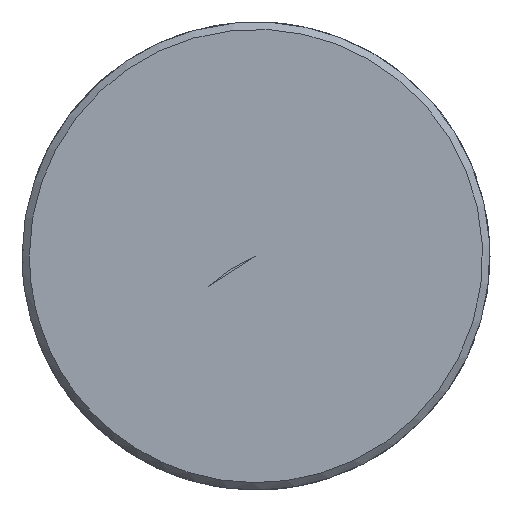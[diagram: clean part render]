
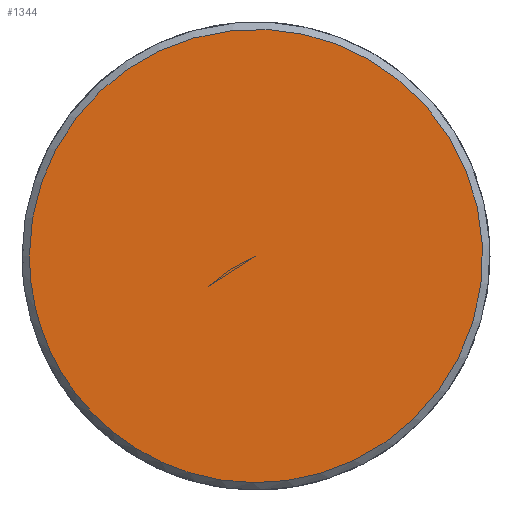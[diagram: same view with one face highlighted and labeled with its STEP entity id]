
A CAD part, left-side view. The second image highlights one B-rep face of the part: STEP entity #1344.
In plain terms, the highlighted free-form (B-spline) face has degree [5, 1] with [6, 2] control points.
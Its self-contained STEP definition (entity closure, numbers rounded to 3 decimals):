
#1272 = CARTESIAN_POINT ('', (-93., 7.75, 0.));
#1273 = VERTEX_POINT ('', #1272);
#1283 = CARTESIAN_POINT ('', (-93., 7.75, 0.));
#1284 = CARTESIAN_POINT ('', (-93., 7.75, 31.));
#1285 = CARTESIAN_POINT ('', (-93., -23.25, 15.5));
#1286 = CARTESIAN_POINT ('', (-93., -23.25, -15.5));
#1287 = CARTESIAN_POINT ('', (-93., 7.75, -31.));
#1288 = CARTESIAN_POINT ('', (-93., 7.75, 0.));
#1289 = (
   BOUNDED_CURVE ()
   B_SPLINE_CURVE (5, (#1283, #1284, #1285, #1286, #1287, #1288), .UNSPECIFIED., .T., .U.)
   B_SPLINE_CURVE_WITH_KNOTS ((6, 6), (0., 1.), .UNSPECIFIED.)
   CURVE ()
   GEOMETRIC_REPRESENTATION_ITEM ()
   RATIONAL_B_SPLINE_CURVE ((5., 1., 1., 1., 1., 5.))
   REPRESENTATION_ITEM ('')
);
#1290 = EDGE_CURVE ('', #1273, #1273, #1289, .T.);
#1320 = CARTESIAN_POINT ('', (-93., 0., 0.));
#1321 = VERTEX_POINT ('', #1320);
#1322 = CARTESIAN_POINT ('', (-93., 7.75, 0.));
#1323 = CARTESIAN_POINT ('', (-93., 0., 0.));
#1324 = B_SPLINE_CURVE_WITH_KNOTS ('', 1, (#1322, #1323), .UNSPECIFIED., .F., .U., (2, 2), (0., 1.), .UNSPECIFIED.);
#1325 = EDGE_CURVE ('', #1273, #1321, #1324, .T.);
#1326 = ORIENTED_EDGE ('', *, *, #1325, .F.);
#1327 = ORIENTED_EDGE ('', *, *, #1290, .T.);
#1328 = ORIENTED_EDGE ('', *, *, #1325, .T.);
#1329 = EDGE_LOOP ('', (#1326, #1327, #1328));
#1330 = FACE_OUTER_BOUND ('', #1329, .F.);
#1331 = CARTESIAN_POINT ('', (-93., 7.75, 0.));
#1332 = CARTESIAN_POINT ('', (-93., 0., 0.));
#1333 = CARTESIAN_POINT ('', (-93., 7.75, 31.));
#1334 = CARTESIAN_POINT ('', (-93., 0., 0.));
#1335 = CARTESIAN_POINT ('', (-93., -23.25, 15.5));
#1336 = CARTESIAN_POINT ('', (-93., 0., 0.));
#1337 = CARTESIAN_POINT ('', (-93., -23.25, -15.5));
#1338 = CARTESIAN_POINT ('', (-93., 0., 0.));
#1339 = CARTESIAN_POINT ('', (-93., 7.75, -31.));
#1340 = CARTESIAN_POINT ('', (-93., 0., 0.));
#1341 = CARTESIAN_POINT ('', (-93., 7.75, 0.));
#1342 = CARTESIAN_POINT ('', (-93., 0., 0.));
#1343 = (
   BOUNDED_SURFACE ()
   B_SPLINE_SURFACE (5, 1, ((#1331, #1332), (#1333, #1334), (#1335, #1336), (#1337, #1338), (#1339, #1340), (#1341, #1342)), .UNSPECIFIED., .T., .F., .U.)
   B_SPLINE_SURFACE_WITH_KNOTS ((6, 6), (2, 2), (0., 1.), (0., 1.), .UNSPECIFIED.)
   SURFACE ()
   GEOMETRIC_REPRESENTATION_ITEM ()
   RATIONAL_B_SPLINE_SURFACE (((5., 5.), (1., 1.), (1., 1.), (1., 1.), (1., 1.), (5., 5.)))
   REPRESENTATION_ITEM ('')
);
#1344 = ADVANCED_FACE ('', (#1330), #1343, .F.);
